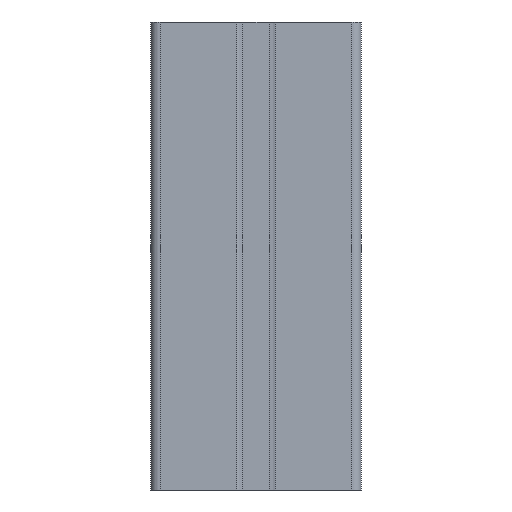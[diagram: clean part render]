
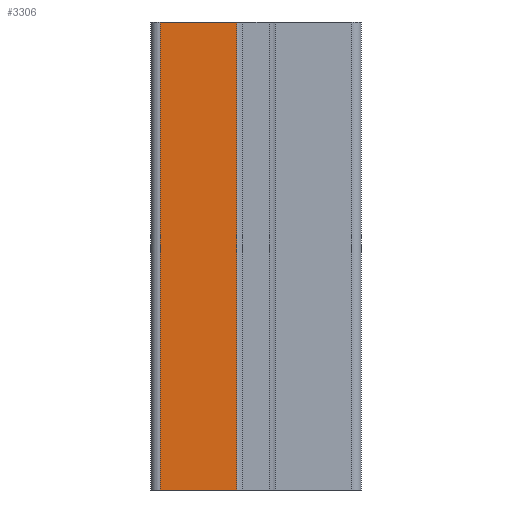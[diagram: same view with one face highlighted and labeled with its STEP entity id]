
A CAD part, left-side view. The second image highlights one B-rep face of the part: STEP entity #3306.
In plain terms, the highlighted planar face has unit normal (-1, 0, 0).
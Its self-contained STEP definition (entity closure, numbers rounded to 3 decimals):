
#880=CARTESIAN_POINT('',(-90.,20.5,100.0));
#881=VERTEX_POINT('',#880);
#889=CARTESIAN_POINT('',(-90.,4.1,100.0));
#890=VERTEX_POINT('',#889);
#891=CARTESIAN_POINT('',(-90.,4.1,100.0));
#892=DIRECTION('',(0.0,1.0,0.0));
#893=VECTOR('',#892,16.4);
#894=LINE('',#891,#893);
#895=EDGE_CURVE('',#890,#881,#894,.T.);
#1760=CARTESIAN_POINT('',(-90.,4.1,0.0));
#1761=VERTEX_POINT('',#1760);
#1775=CARTESIAN_POINT('',(-90.,4.1,0.0));
#1776=DIRECTION('',(0.0,0.0,1.0));
#1777=VECTOR('',#1776,100.0);
#1778=LINE('',#1775,#1777);
#1779=EDGE_CURVE('',#1761,#890,#1778,.T.);
#1839=CARTESIAN_POINT('',(-90.,20.5,0.0));
#1840=VERTEX_POINT('',#1839);
#1841=CARTESIAN_POINT('',(-90.,4.1,0.0));
#1842=DIRECTION('',(0.0,1.0,0.0));
#1843=VECTOR('',#1842,16.4);
#1844=LINE('',#1841,#1843);
#1845=EDGE_CURVE('',#1761,#1840,#1844,.T.);
#3290=CARTESIAN_POINT('',(-90.,4.1,0.0));
#3291=DIRECTION('',(-1.0,0.0,0.0));
#3292=DIRECTION('',(0.0,0.0,1.0));
#3293=AXIS2_PLACEMENT_3D('',#3290,#3291,#3292);
#3294=PLANE('',#3293);
#3295=ORIENTED_EDGE('',*,*,#1779,.T.);
#3296=ORIENTED_EDGE('',*,*,#895,.T.);
#3297=CARTESIAN_POINT('',(-90.,20.5,0.0));
#3298=DIRECTION('',(0.0,0.0,1.0));
#3299=VECTOR('',#3298,100.0);
#3300=LINE('',#3297,#3299);
#3301=EDGE_CURVE('',#1840,#881,#3300,.T.);
#3302=ORIENTED_EDGE('',*,*,#3301,.F.);
#3303=ORIENTED_EDGE('',*,*,#1845,.F.);
#3304=EDGE_LOOP('',(#3295,#3296,#3302,#3303));
#3305=FACE_OUTER_BOUND('',#3304,.T.);
#3306=ADVANCED_FACE('',(#3305),#3294,.T.);
